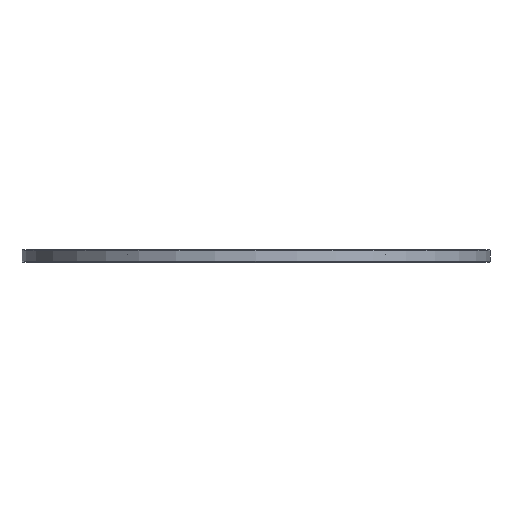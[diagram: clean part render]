
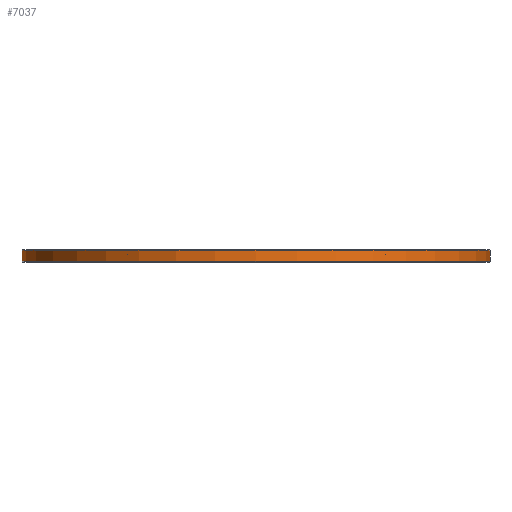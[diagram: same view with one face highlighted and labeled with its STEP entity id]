
A CAD part, top view. The second image highlights one B-rep face of the part: STEP entity #7037.
In plain terms, the highlighted cylindrical face has radius 175.115 mm (diameter 350.23 mm), a partial arc.
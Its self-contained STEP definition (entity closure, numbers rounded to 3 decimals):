
#3457=CARTESIAN_POINT('',(0.,8.6,0.));
#3458=DIRECTION('',(0.,-1.,0.));
#3459=DIRECTION('',(1.,0.,0.));
#3460=AXIS2_PLACEMENT_3D('',#3457,#3458,#3459);
#3465=DIRECTION('',(0.,-1.,0.));
#3466=VECTOR('',#3465,8.2);
#3467=CARTESIAN_POINT('',(175.115,8.6,0.));
#3468=LINE('',#3467,#3466);
#3472=CARTESIAN_POINT('',(0.,0.4,0.));
#3473=DIRECTION('',(0.,-1.,0.));
#3474=DIRECTION('',(1.,0.,0.));
#3475=AXIS2_PLACEMENT_3D('',#3472,#3473,#3474);
#3480=DIRECTION('',(0.,-1.,0.));
#3481=VECTOR('',#3480,8.2);
#3482=CARTESIAN_POINT('',(-175.115,8.6,0.));
#3483=LINE('',#3482,#3481);
#3686=CARTESIAN_POINT('',(175.115,8.6,0.));
#3687=CARTESIAN_POINT('',(-175.115,8.6,0.));
#3688=VERTEX_POINT('',#3686);
#3689=VERTEX_POINT('',#3687);
#3698=CARTESIAN_POINT('',(175.115,0.4,0.));
#3699=CARTESIAN_POINT('',(-175.115,0.4,0.));
#3700=VERTEX_POINT('',#3698);
#3701=VERTEX_POINT('',#3699);
#7026=CARTESIAN_POINT('',(0.,9.45,0.));
#7027=DIRECTION('',(0.,-1.,0.));
#7028=DIRECTION('',(-1.,0.,0.));
#7029=AXIS2_PLACEMENT_3D('',#7026,#7027,#7028);
#7030=CYLINDRICAL_SURFACE('',#7029,175.115);
#7031=ORIENTED_EDGE('',*,*,#6981,.F.);
#7032=ORIENTED_EDGE('',*,*,#6951,.T.);
#7033=ORIENTED_EDGE('',*,*,#6921,.T.);
#7034=ORIENTED_EDGE('',*,*,#6948,.F.);
#7035=EDGE_LOOP('',(#7031,#7032,#7033,#7034));
#7036=FACE_OUTER_BOUND('',#7035,.F.);
#3461=CIRCLE('',#3460,175.115);
#3476=CIRCLE('',#3475,175.115);
#6921=EDGE_CURVE('',#3700,#3701,#3476,.T.);
#6948=EDGE_CURVE('',#3689,#3701,#3483,.T.);
#6951=EDGE_CURVE('',#3688,#3700,#3468,.T.);
#6981=EDGE_CURVE('',#3688,#3689,#3461,.T.);
#7037=ADVANCED_FACE('',(#7036),#7030,.T.);
